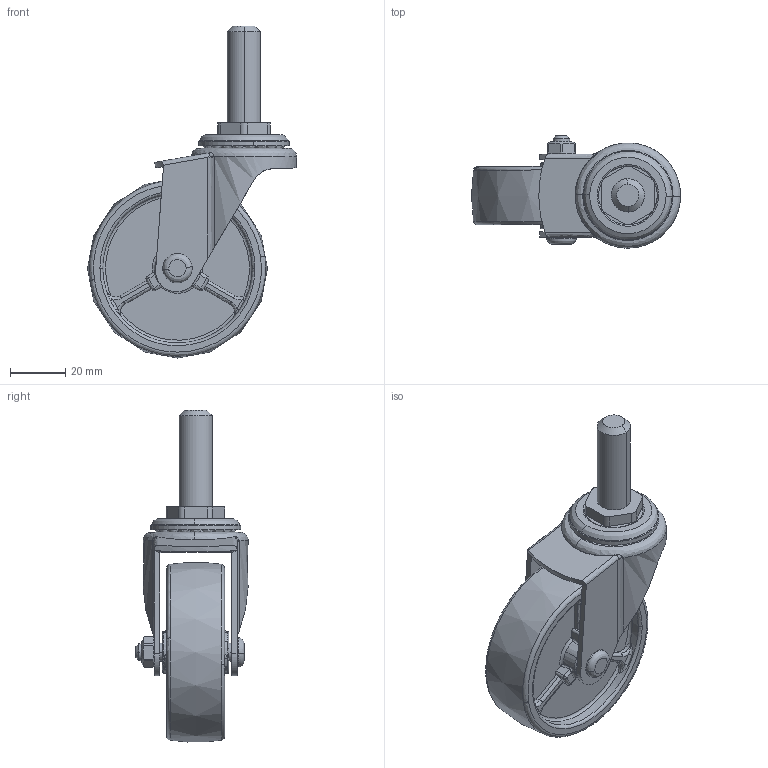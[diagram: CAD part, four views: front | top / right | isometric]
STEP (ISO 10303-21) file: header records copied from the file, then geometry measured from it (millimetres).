
FILE_DESCRIPTION((''),'2;1');
FILE_NAME('','2008-05-07T09:42:39',(''),(''),'','CADfix','');
FILE_SCHEMA(('AUTOMOTIVE_DESIGN { 1 0 10303 214 1 1 1 1 }'));
Length unit declared in the file: millimetre
Bounding box: 75.5 x 40.6 x 119.92 mm (x, y, z)
Volume: 68888.4 mm3; surface area: 29231.2 mm2
Topology: 5 solids, 5 shells, 403 faces, 1179 edges, 807 vertices
Faces by surface type: bspline 403
Entity records: 28675 total; most frequent: CARTESIAN_POINT 22091, ORIENTED_EDGE 2336, EDGE_CURVE 1168, VERTEX_POINT 807, EDGE_LOOP 517, FACE_OUTER_BOUND 403, ADVANCED_FACE 403, B_SPLINE_CURVE_WITH_KNOTS 354
